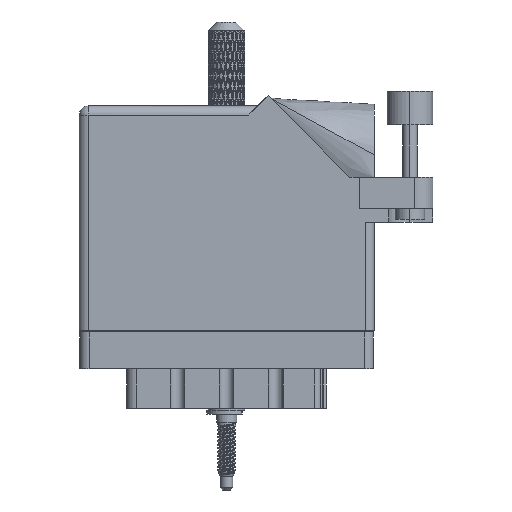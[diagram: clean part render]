
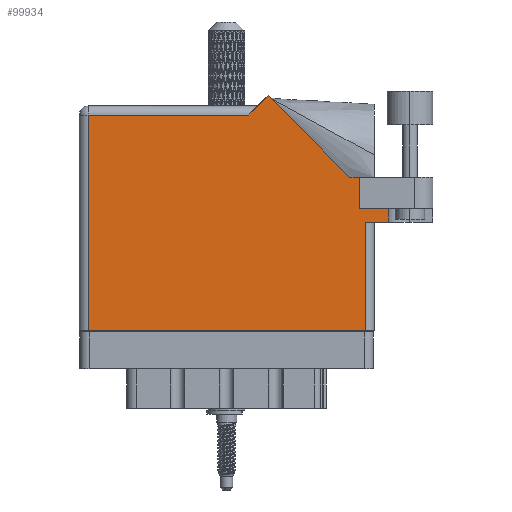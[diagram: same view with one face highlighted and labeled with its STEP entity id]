
A CAD part, front view. The second image highlights one B-rep face of the part: STEP entity #99934.
In plain terms, the highlighted face is planar.
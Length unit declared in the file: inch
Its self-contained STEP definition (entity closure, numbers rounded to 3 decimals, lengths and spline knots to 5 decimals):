
#41 = LINE ( 'NONE', #67673, #67436 ) ;
#2863 = VECTOR ( 'NONE', #52014, 39.37008 ) ;
#3489 = CARTESIAN_POINT ( 'NONE',  ( 1.217, 1.53, 0. ) ) ;
#3518 = ORIENTED_EDGE ( 'NONE', *, *, #55373, .T. ) ;
#3727 = VECTOR ( 'NONE', #33396, 39.37008 ) ;
#4398 = DIRECTION ( 'NONE',  ( 0., -1., 0. ) ) ;
#8305 = EDGE_CURVE ( 'NONE', #55565, #53793, #64778, .T. ) ;
#8374 = DIRECTION ( 'NONE',  ( 1., 0., 0. ) ) ;
#12156 = VECTOR ( 'NONE', #63269, 39.37008 ) ;
#13381 = LINE ( 'NONE', #3489, #92258 ) ;
#15203 = EDGE_CURVE ( 'NONE', #104689, #64013, #32863, .T. ) ;
#15322 = EDGE_CURVE ( 'NONE', #31696, #31133, #39422, .T. ) ;
#16399 = VECTOR ( 'NONE', #4398, 39.37008 ) ;
#17301 = VECTOR ( 'NONE', #44003, 39.37008 ) ;
#18976 = CARTESIAN_POINT ( 'NONE',  ( 2.1115, 1.16177, 0. ) ) ;
#20291 = VERTEX_POINT ( 'NONE', #31578 ) ;
#20307 = LINE ( 'NONE', #61227, #47620 ) ;
#20788 = VECTOR ( 'NONE', #40748, 39.37008 ) ;
#21895 = VECTOR ( 'NONE', #68310, 39.37008 ) ;
#23655 = CARTESIAN_POINT ( 'NONE',  ( 1.155, 1.468, 0. ) ) ;
#23771 = EDGE_CURVE ( 'NONE', #53793, #90668, #59508, .T. ) ;
#24673 = CARTESIAN_POINT ( 'NONE',  ( 0., 1.468, 0. ) ) ;
#26541 = ORIENTED_EDGE ( 'NONE', *, *, #35193, .T. ) ;
#26712 = ORIENTED_EDGE ( 'NONE', *, *, #78152, .T. ) ;
#27164 = VERTEX_POINT ( 'NONE', #42534 ) ;
#28358 = LINE ( 'NONE', #24673, #3727 ) ;
#31133 = VERTEX_POINT ( 'NONE', #65414 ) ;
#31578 = CARTESIAN_POINT ( 'NONE',  ( 0.062, 1.468, 0. ) ) ;
#31687 = CARTESIAN_POINT ( 'NONE',  ( 2.41, 1.044, 0. ) ) ;
#31696 = VERTEX_POINT ( 'NONE', #106699 ) ;
#31699 = CARTESIAN_POINT ( 'NONE',  ( 0., 0., 0. ) ) ;
#32863 = LINE ( 'NONE', #31699, #12156 ) ;
#33396 = DIRECTION ( 'NONE',  ( -1., 0., 0. ) ) ;
#35193 = EDGE_CURVE ( 'NONE', #63846, #31696, #73817, .T. ) ;
#35636 = CARTESIAN_POINT ( 'NONE',  ( 1.84442, 1.044, 0. ) ) ;
#35817 = PLANE ( 'NONE',  #94630 ) ;
#36247 = DIRECTION ( 'NONE',  ( 1., 0., 0. ) ) ;
#38193 = EDGE_CURVE ( 'NONE', #20291, #104689, #52805, .T. ) ;
#39422 = LINE ( 'NONE', #35636, #17301 ) ;
#40696 = CARTESIAN_POINT ( 'NONE',  ( 1.91, 0.831, 0. ) ) ;
#40748 = DIRECTION ( 'NONE',  ( -1., 0., 0. ) ) ;
#42419 = ORIENTED_EDGE ( 'NONE', *, *, #8305, .F. ) ;
#42534 = CARTESIAN_POINT ( 'NONE',  ( 1.948, 0.737, 0. ) ) ;
#43772 = CARTESIAN_POINT ( 'NONE',  ( 2.1115, 0.737, 0. ) ) ;
#44003 = DIRECTION ( 'NONE',  ( -0.707, 0.707, 0. ) ) ;
#45904 = CARTESIAN_POINT ( 'NONE',  ( 0.062, 0., 0. ) ) ;
#47026 = LINE ( 'NONE', #77047, #2863 ) ;
#47620 = VECTOR ( 'NONE', #36247, 39.37008 ) ;
#51325 = DIRECTION ( 'NONE',  ( 0., 1., 0. ) ) ;
#52014 = DIRECTION ( 'NONE',  ( 0., 1., 0. ) ) ;
#52805 = LINE ( 'NONE', #54044, #16399 ) ;
#53180 = CARTESIAN_POINT ( 'NONE',  ( 0., 1.53, 0. ) ) ;
#53793 = VERTEX_POINT ( 'NONE', #79428 ) ;
#54044 = CARTESIAN_POINT ( 'NONE',  ( 0.062, 0., 0. ) ) ;
#55373 = EDGE_CURVE ( 'NONE', #64013, #27164, #41, .T. ) ;
#55565 = VERTEX_POINT ( 'NONE', #107286 ) ;
#58465 = CARTESIAN_POINT ( 'NONE',  ( 1.91, 1.044, 0. ) ) ;
#59508 = LINE ( 'NONE', #18976, #21895 ) ;
#60748 = VERTEX_POINT ( 'NONE', #23655 ) ;
#61227 = CARTESIAN_POINT ( 'NONE',  ( 2.01, 0.737, 0. ) ) ;
#63269 = DIRECTION ( 'NONE',  ( 1., 0., 0. ) ) ;
#63846 = VERTEX_POINT ( 'NONE', #58465 ) ;
#64013 = VERTEX_POINT ( 'NONE', #69013 ) ;
#64778 = LINE ( 'NONE', #40696, #94438 ) ;
#65414 = CARTESIAN_POINT ( 'NONE',  ( 1.28771, 1.60071, 0. ) ) ;
#67436 = VECTOR ( 'NONE', #51325, 39.37008 ) ;
#67673 = CARTESIAN_POINT ( 'NONE',  ( 1.948, 0.737, 0. ) ) ;
#68310 = DIRECTION ( 'NONE',  ( 0., -1., 0. ) ) ;
#69013 = CARTESIAN_POINT ( 'NONE',  ( 1.948, 0., 0. ) ) ;
#71538 = EDGE_CURVE ( 'NONE', #31133, #60748, #13381, .T. ) ;
#73817 = LINE ( 'NONE', #31687, #20788 ) ;
#75511 = ORIENTED_EDGE ( 'NONE', *, *, #95850, .T. ) ;
#77047 = CARTESIAN_POINT ( 'NONE',  ( 1.91, 0.831, 0. ) ) ;
#77368 = ORIENTED_EDGE ( 'NONE', *, *, #38193, .T. ) ;
#77481 = DIRECTION ( 'NONE',  ( -1., 0., 0. ) ) ;
#78152 = EDGE_CURVE ( 'NONE', #27164, #90668, #20307, .T. ) ;
#78199 = DIRECTION ( 'NONE',  ( 0., 0., -1. ) ) ;
#79428 = CARTESIAN_POINT ( 'NONE',  ( 2.1115, 0.831, 0. ) ) ;
#83325 = ORIENTED_EDGE ( 'NONE', *, *, #15322, .T. ) ;
#85410 = ORIENTED_EDGE ( 'NONE', *, *, #23771, .F. ) ;
#86936 = ORIENTED_EDGE ( 'NONE', *, *, #100243, .T. ) ;
#87304 = ORIENTED_EDGE ( 'NONE', *, *, #71538, .T. ) ;
#89072 = ORIENTED_EDGE ( 'NONE', *, *, #15203, .T. ) ;
#90668 = VERTEX_POINT ( 'NONE', #43772 ) ;
#92258 = VECTOR ( 'NONE', #93103, 39.37008 ) ;
#93103 = DIRECTION ( 'NONE',  ( -0.707, -0.707, 0. ) ) ;
#94438 = VECTOR ( 'NONE', #8374, 39.37008 ) ;
#94630 = AXIS2_PLACEMENT_3D ( 'NONE', #53180, #78199, #77481 ) ;
#95850 = EDGE_CURVE ( 'NONE', #55565, #63846, #47026, .T. ) ;
#99787 = EDGE_LOOP ( 'NONE', ( #89072, #3518, #26712, #85410, #42419, #75511, #26541, #83325, #87304, #86936, #77368 ) ) ;
#99934 = ADVANCED_FACE ( 'NONE', ( #106072 ), #35817, .F. ) ;
#100243 = EDGE_CURVE ( 'NONE', #60748, #20291, #28358, .T. ) ;
#104689 = VERTEX_POINT ( 'NONE', #45904 ) ;
#106072 = FACE_OUTER_BOUND ( 'NONE', #99787, .T. ) ;
#106699 = CARTESIAN_POINT ( 'NONE',  ( 1.84442, 1.044, 0. ) ) ;
#107286 = CARTESIAN_POINT ( 'NONE',  ( 1.91, 0.831, 0. ) ) ;
